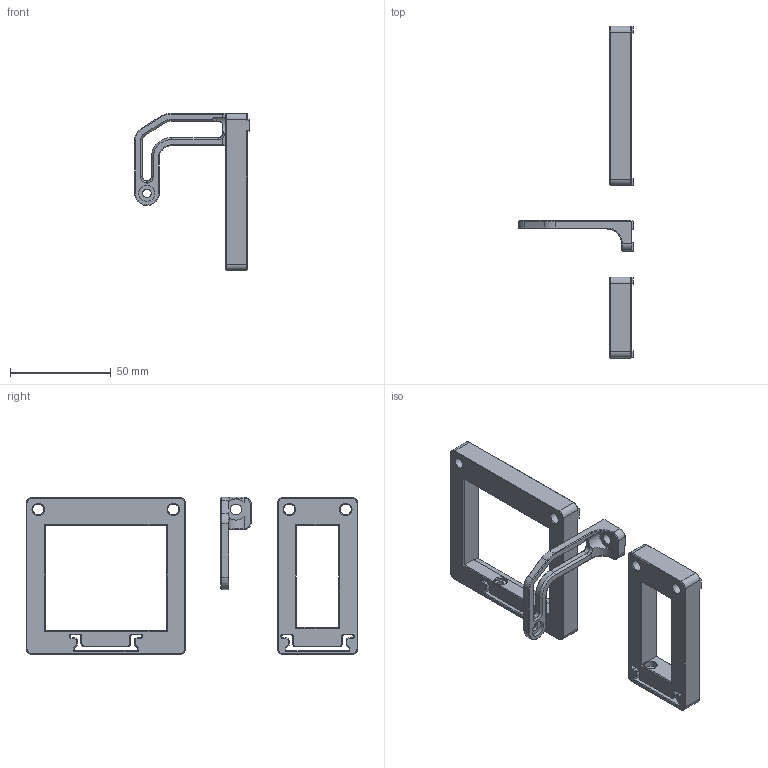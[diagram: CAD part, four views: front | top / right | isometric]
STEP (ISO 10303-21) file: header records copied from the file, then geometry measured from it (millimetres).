
FILE_DESCRIPTION(/* description */ (''),/* implementation_level */ '2;1');
FILE_NAME(/* name */ 'Dinflip v3.1.step',/* time_stamp */ '2021-11-03T01:23:42-04:00',/* author */ (''),/* organization */ (''),/* preprocessor_version */ 'ST-DEVELOPER v18.1',/* originating_system */ 'Autodesk Translation Framework v10.10.0.1391',/* authorisation */ '');
FILE_SCHEMA (('AUTOMOTIVE_DESIGN { 1 0 10303 214 3 1 1 }'));
Length unit declared in the file: millimetre
Products named in the file (5): Untitled; Electronics; DIN_Mount (1); DIN_Mount; M3x8 SHCS (89)
Assembly tree (4 placements, depth 4):
  Untitled
    Electronics
      DIN_Mount (1)
      DIN_Mount
        M3x8 SHCS (89)
Bounding box: 56.9 x 164.5 x 78 mm (x, y, z)
Volume: 56303.7 mm3; surface area: 25585.2 mm2
Topology: 4 solids, 4 shells, 434 faces, 1041 edges, 612 vertices
Faces by surface type: plane 237, cone 96, cylinder 91, torus 8, bspline 2
Full cylindrical faces by diameter (mm): 2.9 x2, 3 x1, 4.2 x1, 5.4 x5, 5.5 x1, 6 x2, 8 x1
Entity records: 12633 total; most frequent: CARTESIAN_POINT 2326, DIRECTION 2194, ORIENTED_EDGE 2082, EDGE_CURVE 1041, AXIS2_PLACEMENT_3D 741, LINE 712, VECTOR 712, VERTEX_POINT 612
